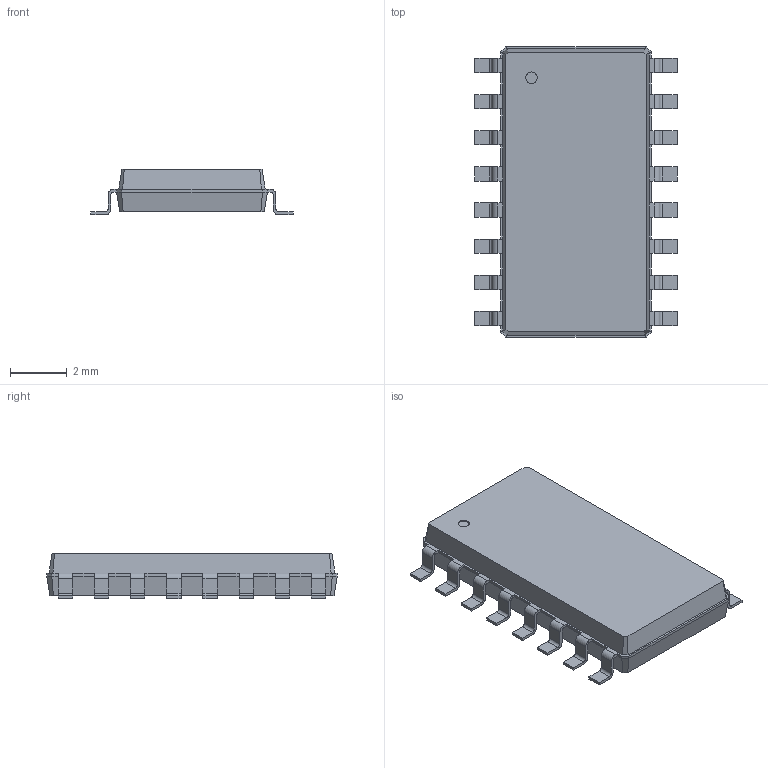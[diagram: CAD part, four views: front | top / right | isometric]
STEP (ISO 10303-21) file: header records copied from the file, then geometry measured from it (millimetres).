
FILE_DESCRIPTION(/* description */ ('model of SOIC-16W_5.3x10.2mm_P1.27mm'),/* implementation_level */ '2;1');
FILE_NAME(/* name */ 'SOIC-16W_5.3x10.2mm_P1.27mm.step',/* time_stamp */ '2018-11-03T20:36:05',/* author */ ('kicad StepUp','ksu'),/* organization */ ('FreeCAD'),/* preprocessor_version */ 'OCC',/* originating_system */ 'kicad StepUp',/* authorisation */ '');
FILE_SCHEMA(('AUTOMOTIVE_DESIGN { 1 0 10303 214 1 1 1 1 }'));
Length unit declared in the file: millimetre
Products named in the file (1): SOIC_16W_53x102mm_P127mm
Bounding box: 7.1 x 10.2 x 1.6 mm (x, y, z)
Volume: 78.3 mm3; surface area: 177.1 mm2
Topology: 1 solids, 1 shells, 276 faces, 731 edges, 458 vertices
Faces by surface type: plane 171, cylinder 65, bspline 40
Full cylindrical faces by diameter (mm): 0.4 x1
Entity records: 5437 total; most frequent: ORIENTED_EDGE 1254, EDGE_CURVE 731, CARTESIAN_POINT 621, VERTEX_POINT 458, LINE 457, AXIS2_PLACEMENT_3D 326, FACE_BOUND 277, EDGE_LOOP 277
